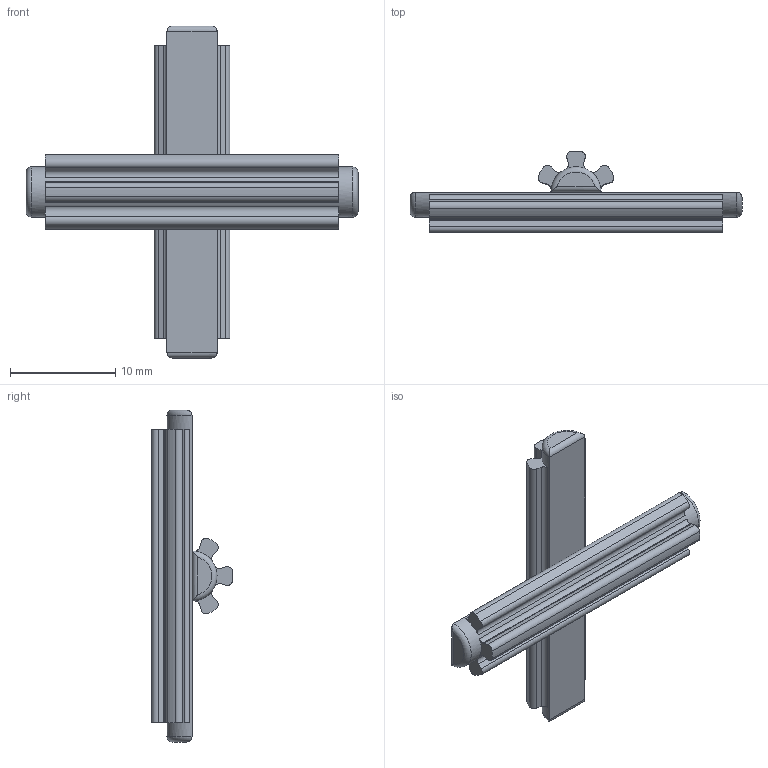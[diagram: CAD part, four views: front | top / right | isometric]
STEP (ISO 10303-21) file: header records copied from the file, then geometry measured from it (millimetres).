
FILE_DESCRIPTION (( 'STEP AP214' ), '1' );
FILE_NAME ('lego_plusshaft.STEP', '2024-03-06T07:11:40', ( '' ), ( '' ), 'SwSTEP 2.0', 'SolidWorks 2023', '' );
FILE_SCHEMA (( 'AUTOMOTIVE_DESIGN' ));
Length unit declared in the file: millimetre
Products named in the file (1): lego_plusshaft
Bounding box: 31.5 x 7.74 x 31.5 mm (x, y, z)
Volume: 956.2 mm3; surface area: 1311.5 mm2
Topology: 2 solids, 2 shells, 78 faces, 196 edges, 128 vertices
Faces by surface type: cylinder 44, plane 30, torus 4
Entity records: 2444 total; most frequent: CARTESIAN_POINT 459, DIRECTION 442, ORIENTED_EDGE 392, EDGE_CURVE 196, AXIS2_PLACEMENT_3D 175, VERTEX_POINT 128, CIRCLE 96, LINE 92
